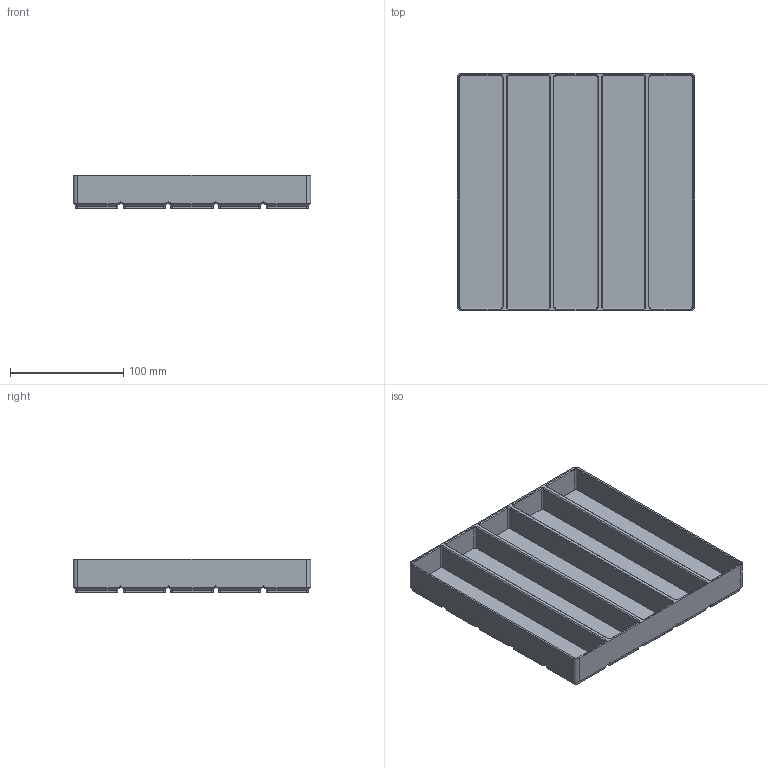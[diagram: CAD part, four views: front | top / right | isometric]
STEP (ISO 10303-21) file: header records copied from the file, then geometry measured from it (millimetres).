
FILE_DESCRIPTION(('Creo Elements/Direct Modeling STEP Export'),'2;1');
FILE_NAME('Gridfinity-5x5x30-15.stp','2022-12-21T15:35:27',(''),(''),'Creo Elements/Direct Modeling STEP processor for AP214 (Solid Model)','Creo Elements/Direct Modeling 20.3A 20-Jun-2020 (C) Parametric Technology GmbH','');
FILE_SCHEMA(('AUTOMOTIVE_DESIGN { 1 0 10303 214 1 1 1 1 }'));
Length unit declared in the file: millimetre
Products named in the file (2): 5x5x30-15
Assembly tree (1 placements, depth 2):
  5x5x30-15
    5x5x30-15
Bounding box: 209.5 x 209.5 x 30 mm (x, y, z)
Volume: 382665.2 mm3; surface area: 182100 mm2
Topology: 1 solids, 1 shells, 1319 faces, 2792 edges, 1680 vertices
Faces by surface type: plane 575, cylinder 524, cone 220
Entity records: 39552 total; most frequent: CARTESIAN_POINT 12166, DIRECTION 5592, ORIENTED_EDGE 5584, EDGE_CURVE 2792, AXIS2_PLACEMENT_3D 2040, VERTEX_POINT 1680, EDGE_LOOP 1524, VECTOR 1512
